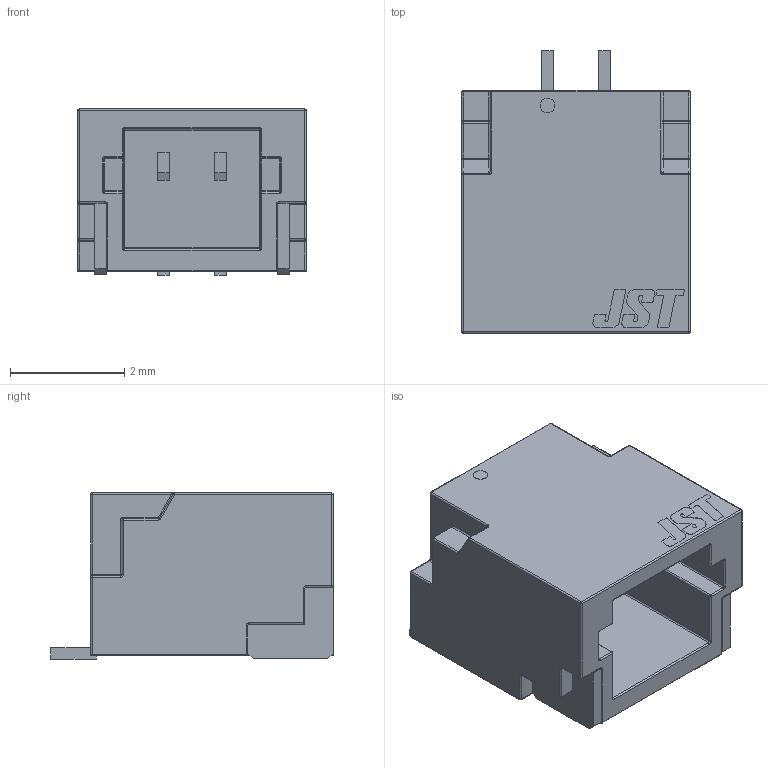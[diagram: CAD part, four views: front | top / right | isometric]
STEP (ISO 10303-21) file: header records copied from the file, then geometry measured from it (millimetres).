
FILE_DESCRIPTION(/* description */ (''),/* implementation_level */ '2;1');
FILE_NAME(/* name */ 'JST SM02B-SRSS-TB(LF)(SN).stp',/* time_stamp */ '2020-10-02T14:52:03-04:00',/* author */ ('Ricardo'),/* organization */ (''),/* preprocessor_version */ 'ST-DEVELOPER v18',/* originating_system */ 'Autodesk Inventor 2020',/* authorisation */ '');
FILE_SCHEMA (('AUTOMOTIVE_DESIGN { 1 0 10303 214 3 1 1 }'));
Length unit declared in the file: millimetre
Products named in the file (4): JST SM02B-SRSS-TB(LF)(SN); base; terminals; logo
Assembly tree (3 placements, depth 2):
  JST SM02B-SRSS-TB(LF)(SN)
    base
    terminals
    logo
Bounding box: 4 x 4.95 x 2.91 mm (x, y, z)
Volume: 30.9 mm3; surface area: 124.2 mm2
Topology: 11 solids, 11 shells, 354 faces, 811 edges, 480 vertices
Faces by surface type: plane 110, cylinder 109, bspline 65, sphere 40, torus 30
Full cylindrical faces by diameter (mm): 0.258 x1
Entity records: 10387 total; most frequent: CARTESIAN_POINT 2479, ORIENTED_EDGE 1622, DIRECTION 1557, EDGE_CURVE 811, AXIS2_PLACEMENT_3D 562, VERTEX_POINT 480, LINE 433, VECTOR 433
